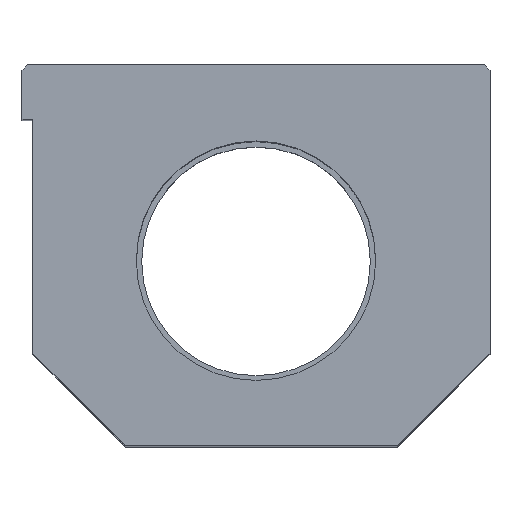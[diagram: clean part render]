
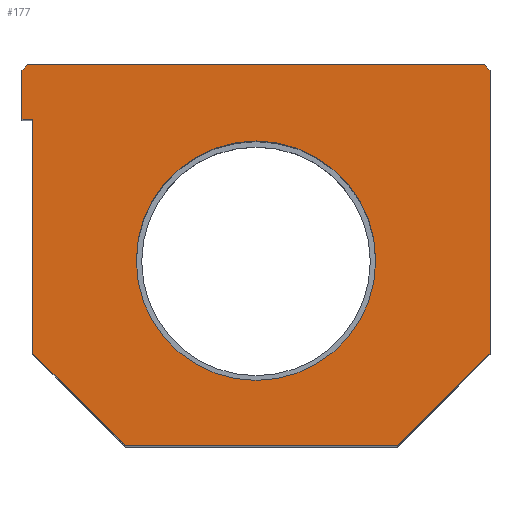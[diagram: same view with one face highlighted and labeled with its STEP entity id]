
A CAD part, top view. The second image highlights one B-rep face of the part: STEP entity #177.
In plain terms, the highlighted planar face has unit normal (0, 0, 1).
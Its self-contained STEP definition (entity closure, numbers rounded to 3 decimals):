
#177 = ADVANCED_FACE( '', ( #387, #388 ), #389, .T. );
#387 = FACE_OUTER_BOUND( '', #602, .T. );
#388 = FACE_BOUND( '', #603, .T. );
#389 = PLANE( '', #604 );
#602 = EDGE_LOOP( '', ( #1019, #1020, #1021, #1022, #1023, #1024, #1025, #1026, #1027, #1028 ) );
#603 = EDGE_LOOP( '', ( #1029 ) );
#604 = AXIS2_PLACEMENT_3D( '', #1030, #1031, #1032 );
#1019 = ORIENTED_EDGE( '', *, *, #1213, .T. );
#1020 = ORIENTED_EDGE( '', *, *, #1247, .T. );
#1021 = ORIENTED_EDGE( '', *, *, #1257, .T. );
#1022 = ORIENTED_EDGE( '', *, *, #1265, .T. );
#1023 = ORIENTED_EDGE( '', *, *, #1253, .T. );
#1024 = ORIENTED_EDGE( '', *, *, #1266, .T. );
#1025 = ORIENTED_EDGE( '', *, *, #1157, .T. );
#1026 = ORIENTED_EDGE( '', *, *, #1187, .T. );
#1027 = ORIENTED_EDGE( '', *, *, #1261, .T. );
#1028 = ORIENTED_EDGE( '', *, *, #1231, .T. );
#1029 = ORIENTED_EDGE( '', *, *, #1244, .T. );
#1030 = CARTESIAN_POINT( '', ( 0., 0., 76. ) );
#1031 = DIRECTION( '', ( 0., 0., 1. ) );
#1032 = DIRECTION( '', ( 1., 0., 0. ) );
#1157 = EDGE_CURVE( '', #1372, #1370, #1373, .T. );
#1187 = EDGE_CURVE( '', #1370, #1417, #1419, .T. );
#1213 = EDGE_CURVE( '', #1459, #1457, #1460, .T. );
#1231 = EDGE_CURVE( '', #1484, #1459, #1485, .T. );
#1244 = EDGE_CURVE( '', #1502, #1502, #1503, .T. );
#1247 = EDGE_CURVE( '', #1457, #1505, #1507, .T. );
#1253 = EDGE_CURVE( '', #1514, #1512, #1515, .T. );
#1257 = EDGE_CURVE( '', #1505, #1518, #1520, .T. );
#1261 = EDGE_CURVE( '', #1417, #1484, #1524, .T. );
#1265 = EDGE_CURVE( '', #1518, #1514, #1528, .T. );
#1266 = EDGE_CURVE( '', #1512, #1372, #1529, .T. );
#1370 = VERTEX_POINT( '', #1693 );
#1372 = VERTEX_POINT( '', #1696 );
#1373 = LINE( '', #1697, #1698 );
#1417 = VERTEX_POINT( '', #1758 );
#1419 = LINE( '', #1761, #1762 );
#1457 = VERTEX_POINT( '', #1813 );
#1459 = VERTEX_POINT( '', #1816 );
#1460 = LINE( '', #1817, #1818 );
#1484 = VERTEX_POINT( '', #1848 );
#1485 = LINE( '', #1849, #1850 );
#1502 = VERTEX_POINT( '', #1870 );
#1503 = CIRCLE( '', #1871, 11. );
#1505 = VERTEX_POINT( '', #1873 );
#1507 = LINE( '', #1876, #1877 );
#1512 = VERTEX_POINT( '', #1883 );
#1514 = VERTEX_POINT( '', #1886 );
#1515 = LINE( '', #1887, #1888 );
#1518 = VERTEX_POINT( '', #1892 );
#1520 = LINE( '', #1895, #1896 );
#1524 = LINE( '', #1901, #1902 );
#1528 = LINE( '', #1906, #1907 );
#1529 = LINE( '', #1908, #1909 );
#1693 = CARTESIAN_POINT( '', ( 21.5, 8.5, 76. ) );
#1696 = CARTESIAN_POINT( '', ( 13., 0., 76. ) );
#1697 = CARTESIAN_POINT( '', ( 13., 0., 76. ) );
#1698 = VECTOR( '', #2009, 1000. );
#1758 = CARTESIAN_POINT( '', ( 21.5, 34.5, 76. ) );
#1761 = CARTESIAN_POINT( '', ( 21.5, 8.5, 76. ) );
#1762 = VECTOR( '', #2042, 1000. );
#1813 = CARTESIAN_POINT( '', ( -21.5, 34.5, 76. ) );
#1816 = CARTESIAN_POINT( '', ( -21., 35., 76. ) );
#1817 = CARTESIAN_POINT( '', ( -21., 35., 76. ) );
#1818 = VECTOR( '', #2069, 1000. );
#1848 = CARTESIAN_POINT( '', ( 21., 35., 76. ) );
#1849 = CARTESIAN_POINT( '', ( 21., 35., 76. ) );
#1850 = VECTOR( '', #2091, 1000. );
#1870 = CARTESIAN_POINT( '', ( -11., 17., 76. ) );
#1871 = AXIS2_PLACEMENT_3D( '', #2107, #2108, #2109 );
#1873 = CARTESIAN_POINT( '', ( -21.5, 30., 76. ) );
#1876 = CARTESIAN_POINT( '', ( -21.5, 34.5, 76. ) );
#1877 = VECTOR( '', #2111, 1000. );
#1883 = CARTESIAN_POINT( '', ( -12., 0., 76. ) );
#1886 = CARTESIAN_POINT( '', ( -20.5, 8.5, 76. ) );
#1887 = CARTESIAN_POINT( '', ( -20.5, 8.5, 76. ) );
#1888 = VECTOR( '', #2114, 1000. );
#1892 = CARTESIAN_POINT( '', ( -20.5, 30., 76. ) );
#1895 = CARTESIAN_POINT( '', ( -21.5, 30., 76. ) );
#1896 = VECTOR( '', #2117, 1000. );
#1901 = CARTESIAN_POINT( '', ( 21.5, 34.5, 76. ) );
#1902 = VECTOR( '', #2119, 1000. );
#1906 = CARTESIAN_POINT( '', ( -20.5, 30., 76. ) );
#1907 = VECTOR( '', #2120, 1000. );
#1908 = CARTESIAN_POINT( '', ( -12., 0., 76. ) );
#1909 = VECTOR( '', #2121, 1000. );
#2009 = DIRECTION( '', ( 0.707, 0.707, 0. ) );
#2042 = DIRECTION( '', ( 0., 1., 0. ) );
#2069 = DIRECTION( '', ( -0.707, -0.707, 0. ) );
#2091 = DIRECTION( '', ( -1., 0., 0. ) );
#2107 = CARTESIAN_POINT( '', ( 0., 17., 76. ) );
#2108 = DIRECTION( '', ( 0., 0., -1. ) );
#2109 = DIRECTION( '', ( -1., 0., 0. ) );
#2111 = DIRECTION( '', ( 0., -1., 0. ) );
#2114 = DIRECTION( '', ( 0.707, -0.707, 0. ) );
#2117 = DIRECTION( '', ( 1., 0., 0. ) );
#2119 = DIRECTION( '', ( -0.707, 0.707, 0. ) );
#2120 = DIRECTION( '', ( 0., -1., 0. ) );
#2121 = DIRECTION( '', ( 1., 0., 0. ) );
